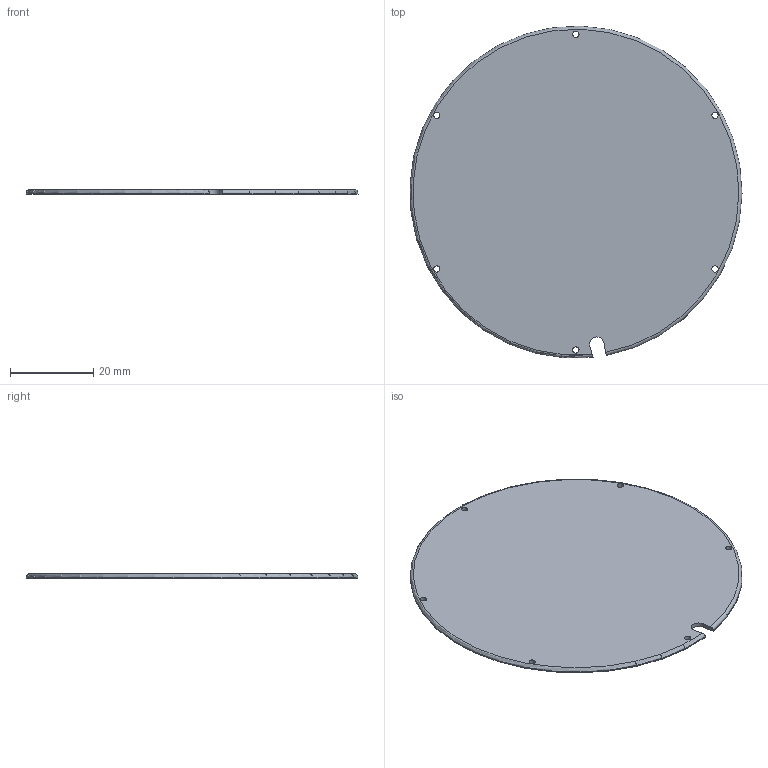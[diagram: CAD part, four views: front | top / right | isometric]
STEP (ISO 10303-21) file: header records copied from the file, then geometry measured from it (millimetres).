
FILE_DESCRIPTION(/* description */ ('KiCad electronic assembly'),/* implementation_level */ '2;1');
FILE_NAME(/* name */ 'STP_PRH0004_Relogium_Back_Cover.step',/* time_stamp */ '2025-10-29T22:24:42Z',/* author */ (''),/* organization */ (''),/* preprocessor_version */ 'ST-DEVELOPER v20.1',/* originating_system */ 'Autodesk Translation Framework v14.17.0.0',/* authorisation */ '');
FILE_SCHEMA (('AUTOMOTIVE_DESIGN { 1 0 10303 214 3 1 1 }'));
Length unit declared in the file: millimetre
Products named in the file (2): STP_PRH0004 1; Back Cover
Assembly tree (1 placements, depth 2):
  STP_PRH0004 1
    Back Cover
Bounding box: 79.95 x 79.89 x 1 mm (x, y, z)
Volume: 4971.2 mm3; surface area: 10209.5 mm2
Topology: 1 solids, 1 shells, 13 faces, 33 edges, 22 vertices
Faces by surface type: cylinder 8, plane 4, torus 1
Full cylindrical faces by diameter (mm): 1.5 x6
Entity records: 495 total; most frequent: CARTESIAN_POINT 89, DIRECTION 80, ORIENTED_EDGE 66, EDGE_CURVE 33, AXIS2_PLACEMENT_3D 33, EDGE_LOOP 25, VERTEX_POINT 22, CIRCLE 17
